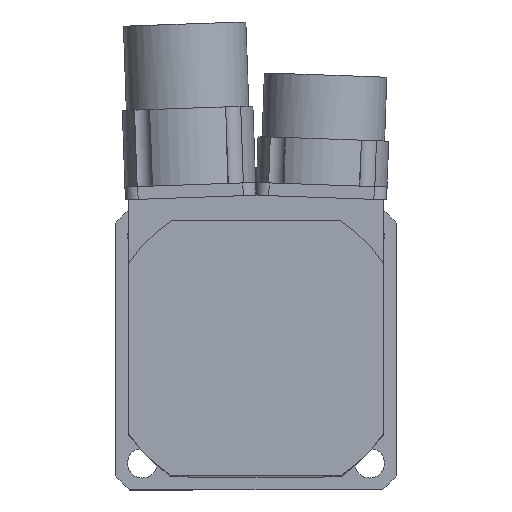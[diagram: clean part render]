
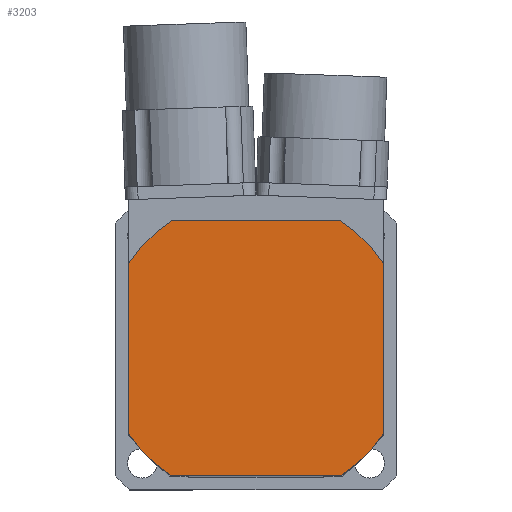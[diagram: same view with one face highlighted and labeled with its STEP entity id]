
A CAD part, top view. The second image highlights one B-rep face of the part: STEP entity #3203.
In plain terms, the highlighted planar face has unit normal (0, 0, 1).
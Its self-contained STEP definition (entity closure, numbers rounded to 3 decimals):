
#2000=CARTESIAN_POINT('',(-25.,-16.583,4.5));
#2001=VERTEX_POINT('',#2000);
#2008=CARTESIAN_POINT('',(-25.,16.583,4.5));
#2009=VERTEX_POINT('',#2008);
#2010=CARTESIAN_POINT('',(-25.,-16.583,4.5));
#2011=DIRECTION('',(0.0,1.0,0.0));
#2012=VECTOR('',#2011,33.166);
#2013=LINE('',#2010,#2012);
#2014=EDGE_CURVE('',#2001,#2009,#2013,.T.);
#2099=CARTESIAN_POINT('',(16.583,-25.,4.5));
#2100=VERTEX_POINT('',#2099);
#2107=CARTESIAN_POINT('',(-16.583,-25.,4.5));
#2108=VERTEX_POINT('',#2107);
#2109=CARTESIAN_POINT('',(16.583,-25.,4.5));
#2110=DIRECTION('',(-1.0,0.0,0.0));
#2111=VECTOR('',#2110,33.166);
#2112=LINE('',#2109,#2111);
#2113=EDGE_CURVE('',#2100,#2108,#2112,.T.);
#3029=CARTESIAN_POINT('',(16.583,25.0,4.5));
#3030=VERTEX_POINT('',#3029);
#3031=CARTESIAN_POINT('',(25.0,16.583,4.5));
#3032=VERTEX_POINT('',#3031);
#3033=CARTESIAN_POINT('',(0.0,0.0,4.5));
#3034=DIRECTION('',(0.0,0.0,-1.));
#3035=DIRECTION('',(-0.833,-0.553,0.0));
#3036=AXIS2_PLACEMENT_3D('',#3033,#3034,#3035);
#3037=CIRCLE('',#3036,30.0);
#3038=EDGE_CURVE('',#3030,#3032,#3037,.T.);
#3067=CARTESIAN_POINT('',(25.,-16.583,4.5));
#3068=VERTEX_POINT('',#3067);
#3069=CARTESIAN_POINT('',(25.0,16.583,4.5));
#3070=DIRECTION('',(0.0,-1.0,0.0));
#3071=VECTOR('',#3070,33.166);
#3072=LINE('',#3069,#3071);
#3073=EDGE_CURVE('',#3032,#3068,#3072,.T.);
#3105=CARTESIAN_POINT('',(0.0,0.0,4.5));
#3106=DIRECTION('',(0.0,0.0,-1.0));
#3107=DIRECTION('',(-0.553,0.833,0.0));
#3108=AXIS2_PLACEMENT_3D('',#3105,#3106,#3107);
#3109=CIRCLE('',#3108,30.0);
#3110=EDGE_CURVE('',#3068,#2100,#3109,.T.);
#3125=CARTESIAN_POINT('',(0.0,0.0,4.5));
#3126=DIRECTION('',(0.0,0.0,-1.0));
#3127=DIRECTION('',(0.833,0.553,0.0));
#3128=AXIS2_PLACEMENT_3D('',#3125,#3126,#3127);
#3129=CIRCLE('',#3128,30.);
#3130=EDGE_CURVE('',#2108,#2001,#3129,.T.);
#3151=CARTESIAN_POINT('',(-16.583,25.0,4.5));
#3152=VERTEX_POINT('',#3151);
#3153=CARTESIAN_POINT('',(0.0,0.0,4.5));
#3154=DIRECTION('',(0.0,0.0,-1.));
#3155=DIRECTION('',(0.553,-0.833,0.0));
#3156=AXIS2_PLACEMENT_3D('',#3153,#3154,#3155);
#3157=CIRCLE('',#3156,30.);
#3158=EDGE_CURVE('',#2009,#3152,#3157,.T.);
#3176=CARTESIAN_POINT('',(-16.583,25.0,4.5));
#3177=DIRECTION('',(1.0,0.0,0.0));
#3178=VECTOR('',#3177,33.166);
#3179=LINE('',#3176,#3178);
#3180=EDGE_CURVE('',#3152,#3030,#3179,.T.);
#3188=CARTESIAN_POINT('',(0.0,0.,4.5));
#3189=DIRECTION('',(0.0,0.0,1.0));
#3190=DIRECTION('',(1.0,0.0,0.0));
#3191=AXIS2_PLACEMENT_3D('',#3188,#3189,#3190);
#3192=PLANE('',#3191);
#3193=ORIENTED_EDGE('',*,*,#3038,.F.);
#3194=ORIENTED_EDGE('',*,*,#3180,.F.);
#3195=ORIENTED_EDGE('',*,*,#3158,.F.);
#3196=ORIENTED_EDGE('',*,*,#2014,.F.);
#3197=ORIENTED_EDGE('',*,*,#3130,.F.);
#3198=ORIENTED_EDGE('',*,*,#2113,.F.);
#3199=ORIENTED_EDGE('',*,*,#3110,.F.);
#3200=ORIENTED_EDGE('',*,*,#3073,.F.);
#3201=EDGE_LOOP('',(#3193,#3194,#3195,#3196,#3197,#3198,#3199,#3200));
#3202=FACE_OUTER_BOUND('',#3201,.T.);
#3203=ADVANCED_FACE('',(#3202),#3192,.T.);
